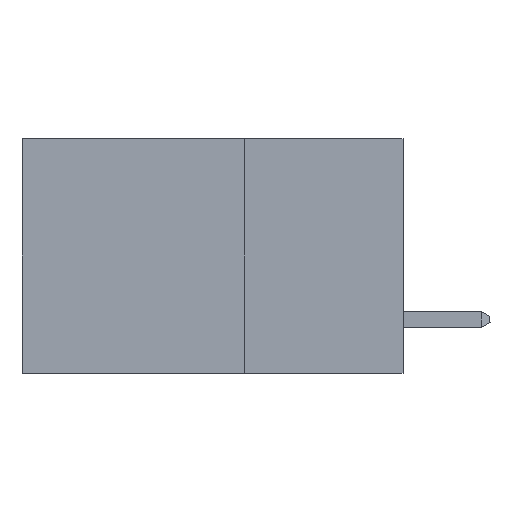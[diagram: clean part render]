
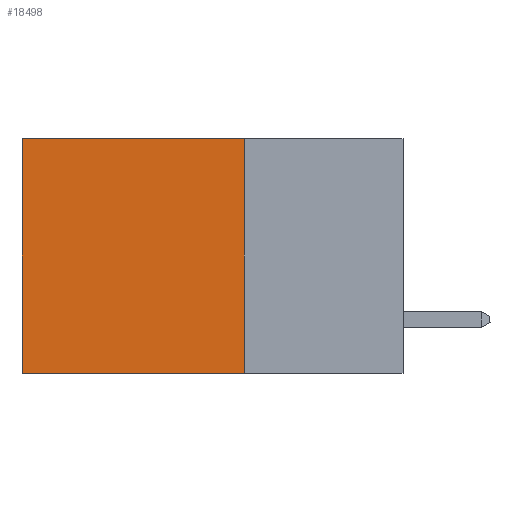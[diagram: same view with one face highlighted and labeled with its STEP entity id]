
A CAD part, left-side view. The second image highlights one B-rep face of the part: STEP entity #18498.
In plain terms, the highlighted planar face has unit normal (-1, 0, 0).
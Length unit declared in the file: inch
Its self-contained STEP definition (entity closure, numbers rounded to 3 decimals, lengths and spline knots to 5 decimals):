
#1190 = VERTEX_POINT ( 'NONE', #45115 ) ;
#1208 = FACE_OUTER_BOUND ( 'NONE', #47232, .T. ) ;
#4492 = DIRECTION ( 'NONE',  ( 0., 1., 0. ) ) ;
#5037 = VERTEX_POINT ( 'NONE', #37774 ) ;
#5741 = PLANE ( 'NONE',  #31932 ) ;
#10200 = EDGE_CURVE ( 'NONE', #23381, #5037, #35888, .T. ) ;
#10247 = DIRECTION ( 'NONE',  ( 0., 1., 0. ) ) ;
#13581 = DIRECTION ( 'NONE',  ( 1., 0., 0. ) ) ;
#14087 = VECTOR ( 'NONE', #22199, 39.37008 ) ;
#15636 = VECTOR ( 'NONE', #46469, 39.37008 ) ;
#16255 = CARTESIAN_POINT ( 'NONE',  ( 0.2875, 0.25, 0. ) ) ;
#17178 = VECTOR ( 'NONE', #4492, 39.37008 ) ;
#18044 = CARTESIAN_POINT ( 'NONE',  ( 0.2875, 0.25, -0.37 ) ) ;
#18264 = CARTESIAN_POINT ( 'NONE',  ( 0.2875, 0.6, 0. ) ) ;
#18270 = CARTESIAN_POINT ( 'NONE',  ( 0.2875, 0.25, -0.37 ) ) ;
#18498 = ADVANCED_FACE ( 'NONE', ( #1208 ), #5741, .F. ) ;
#21053 = VERTEX_POINT ( 'NONE', #18270 ) ;
#21655 = EDGE_CURVE ( 'NONE', #21053, #5037, #24097, .T. ) ;
#22199 = DIRECTION ( 'NONE',  ( 0., 0., -1. ) ) ;
#23381 = VERTEX_POINT ( 'NONE', #27525 ) ;
#24097 = LINE ( 'NONE', #18044, #43340 ) ;
#25057 = ORIENTED_EDGE ( 'NONE', *, *, #25902, .T. ) ;
#25902 = EDGE_CURVE ( 'NONE', #1190, #23381, #47907, .T. ) ;
#27525 = CARTESIAN_POINT ( 'NONE',  ( 0.2875, 0.6, 0. ) ) ;
#31932 = AXIS2_PLACEMENT_3D ( 'NONE', #32904, #13581, #40608 ) ;
#32904 = CARTESIAN_POINT ( 'NONE',  ( 0.2875, 0.25, 0. ) ) ;
#33404 = ORIENTED_EDGE ( 'NONE', *, *, #21655, .F. ) ;
#35198 = EDGE_CURVE ( 'NONE', #1190, #21053, #36209, .T. ) ;
#35888 = LINE ( 'NONE', #18264, #14087 ) ;
#36209 = LINE ( 'NONE', #42638, #15636 ) ;
#37774 = CARTESIAN_POINT ( 'NONE',  ( 0.2875, 0.6, -0.37 ) ) ;
#40608 = DIRECTION ( 'NONE',  ( 0., 0., -1. ) ) ;
#42282 = ORIENTED_EDGE ( 'NONE', *, *, #35198, .F. ) ;
#42638 = CARTESIAN_POINT ( 'NONE',  ( 0.2875, 0.25, 0. ) ) ;
#43340 = VECTOR ( 'NONE', #10247, 39.37008 ) ;
#45115 = CARTESIAN_POINT ( 'NONE',  ( 0.2875, 0.25, 0. ) ) ;
#46469 = DIRECTION ( 'NONE',  ( 0., 0., -1. ) ) ;
#47232 = EDGE_LOOP ( 'NONE', ( #49793, #33404, #42282, #25057 ) ) ;
#47907 = LINE ( 'NONE', #16255, #17178 ) ;
#49793 = ORIENTED_EDGE ( 'NONE', *, *, #10200, .T. ) ;
